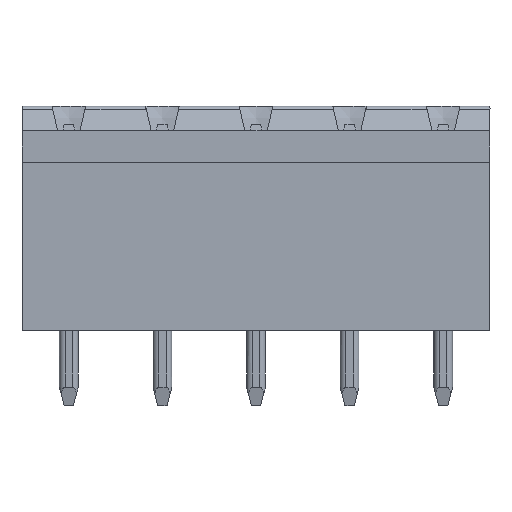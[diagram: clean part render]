
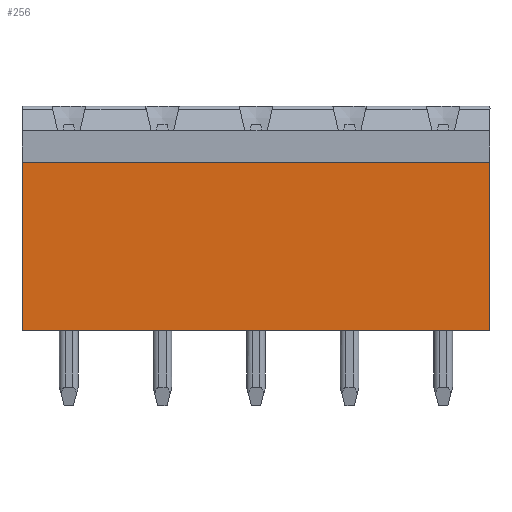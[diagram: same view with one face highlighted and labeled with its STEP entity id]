
A CAD part, front view. The second image highlights one B-rep face of the part: STEP entity #256.
In plain terms, the highlighted planar face has unit normal (0, -1, -0.022).
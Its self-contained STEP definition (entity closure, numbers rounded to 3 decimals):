
#256=ADVANCED_FACE('',(#615),#461,.F.);
#461=PLANE('',#4035);
#615=FACE_OUTER_BOUND('',#832,.T.);
#832=EDGE_LOOP('',(#1245,#1246,#1247,#1248));
#1245=ORIENTED_EDGE('',*,*,#2739,.T.);
#1246=ORIENTED_EDGE('',*,*,#2738,.F.);
#1247=ORIENTED_EDGE('',*,*,#2740,.T.);
#1248=ORIENTED_EDGE('',*,*,#2741,.F.);
#2350=VERTEX_POINT('',#5744);
#2351=VERTEX_POINT('',#5746);
#2352=VERTEX_POINT('',#5750);
#2353=VERTEX_POINT('',#5752);
#2738=EDGE_CURVE('',#2351,#2350,#3262,.T.);
#2739=EDGE_CURVE('',#2352,#2350,#3263,.T.);
#2740=EDGE_CURVE('',#2351,#2353,#3264,.T.);
#2741=EDGE_CURVE('',#2352,#2353,#3265,.T.);
#3262=LINE('',#5747,#3646);
#3263=LINE('',#5749,#3647);
#3264=LINE('',#5751,#3648);
#3265=LINE('',#5753,#3649);
#3646=VECTOR('',#4546,1.);
#3647=VECTOR('',#4549,1.);
#3648=VECTOR('',#4550,1.);
#3649=VECTOR('',#4551,1.);
#4035=AXIS2_PLACEMENT_3D('',#5754,#4552,#4553);
#4546=DIRECTION('',(1.,0.,0.));
#4549=DIRECTION('',(0.,-0.022,1.));
#4550=DIRECTION('',(0.,0.022,-1.));
#4551=DIRECTION('',(-1.,0.,0.));
#4552=DIRECTION('',(0.,1.,0.022));
#4553=DIRECTION('',(0.,0.022,-1.));
#5744=CARTESIAN_POINT('',(25.,0.8,-3.));
#5746=CARTESIAN_POINT('',(0.,0.8,-3.));
#5747=CARTESIAN_POINT('',(0.,0.8,-3.));
#5749=CARTESIAN_POINT('',(25.,1.,-12.));
#5750=CARTESIAN_POINT('',(25.,1.,-12.));
#5751=CARTESIAN_POINT('',(0.,0.8,-3.));
#5752=CARTESIAN_POINT('',(0.,1.,-12.));
#5753=CARTESIAN_POINT('',(25.,1.,-12.));
#5754=CARTESIAN_POINT('',(22.5,0.9,-7.5));
